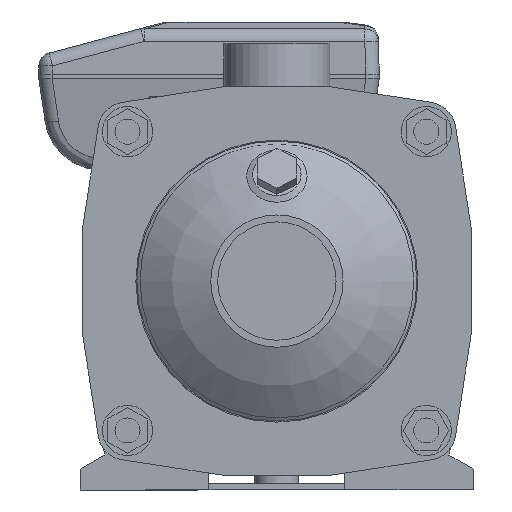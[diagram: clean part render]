
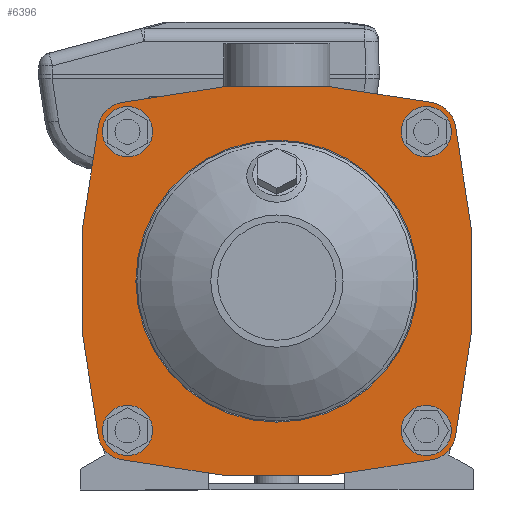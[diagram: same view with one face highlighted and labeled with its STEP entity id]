
A CAD part, left-side view. The second image highlights one B-rep face of the part: STEP entity #6396.
In plain terms, the highlighted face is planar.
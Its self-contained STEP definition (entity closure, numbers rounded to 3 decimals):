
#449=PLANE('',#8835);
#2835=ORIENTED_EDGE('',*,*,#3784,.T.);
#2836=ORIENTED_EDGE('',*,*,#3785,.T.);
#2837=ORIENTED_EDGE('',*,*,#3786,.T.);
#2838=ORIENTED_EDGE('',*,*,#3787,.T.);
#2839=ORIENTED_EDGE('',*,*,#3788,.T.);
#2840=ORIENTED_EDGE('',*,*,#3782,.T.);
#2841=ORIENTED_EDGE('',*,*,#3789,.T.);
#2842=ORIENTED_EDGE('',*,*,#3772,.T.);
#2843=ORIENTED_EDGE('',*,*,#3790,.T.);
#2844=ORIENTED_EDGE('',*,*,#3776,.T.);
#2845=ORIENTED_EDGE('',*,*,#3791,.T.);
#2846=ORIENTED_EDGE('',*,*,#3779,.T.);
#2847=ORIENTED_EDGE('',*,*,#3792,.T.);
#3772=EDGE_CURVE('',#4369,#4370,#4708,.T.);
#3776=EDGE_CURVE('',#4372,#4371,#4709,.T.);
#3779=EDGE_CURVE('',#4374,#4373,#4710,.T.);
#3782=EDGE_CURVE('',#4376,#4375,#4711,.T.);
#3784=EDGE_CURVE('',#4377,#4377,#4712,.F.);
#3785=EDGE_CURVE('',#4378,#4378,#4713,.F.);
#3786=EDGE_CURVE('',#4379,#4379,#4714,.F.);
#3787=EDGE_CURVE('',#4380,#4380,#4715,.F.);
#3788=EDGE_CURVE('',#4381,#4381,#4716,.F.);
#3789=EDGE_CURVE('',#4375,#4369,#4717,.T.);
#3790=EDGE_CURVE('',#4370,#4372,#4718,.T.);
#3791=EDGE_CURVE('',#4371,#4374,#4719,.T.);
#3792=EDGE_CURVE('',#4373,#4376,#4720,.T.);
#4369=VERTEX_POINT('',#15539);
#4370=VERTEX_POINT('',#15540);
#4371=VERTEX_POINT('',#15545);
#4372=VERTEX_POINT('',#15547);
#4373=VERTEX_POINT('',#15551);
#4374=VERTEX_POINT('',#15553);
#4375=VERTEX_POINT('',#15557);
#4376=VERTEX_POINT('',#15559);
#4377=VERTEX_POINT('',#15563);
#4378=VERTEX_POINT('',#15565);
#4379=VERTEX_POINT('',#15567);
#4380=VERTEX_POINT('',#15569);
#4381=VERTEX_POINT('',#15571);
#4708=CIRCLE('',#8828,330.);
#4709=CIRCLE('',#8830,330.);
#4710=CIRCLE('',#8832,330.);
#4711=CIRCLE('',#8834,330.);
#4712=CIRCLE('',#8836,67.5);
#4713=CIRCLE('',#8837,6.);
#4714=CIRCLE('',#8838,6.);
#4715=CIRCLE('',#8839,6.);
#4716=CIRCLE('',#8840,6.);
#4717=CIRCLE('',#8841,14.);
#4718=CIRCLE('',#8842,14.);
#4719=CIRCLE('',#8843,14.);
#4720=CIRCLE('',#8844,14.);
#5207=EDGE_LOOP('',(#2835));
#5208=EDGE_LOOP('',(#2836));
#5209=EDGE_LOOP('',(#2837));
#5210=EDGE_LOOP('',(#2838));
#5211=EDGE_LOOP('',(#2839));
#5212=EDGE_LOOP('',(#2840,#2841,#2842,#2843,#2844,#2845,#2846,#2847));
#5773=FACE_BOUND('',#5207,.T.);
#5774=FACE_BOUND('',#5208,.T.);
#5775=FACE_BOUND('',#5209,.T.);
#5776=FACE_BOUND('',#5210,.T.);
#5777=FACE_BOUND('',#5211,.T.);
#5778=FACE_BOUND('',#5212,.T.);
#6396=ADVANCED_FACE('',(#5773,#5774,#5775,#5776,#5777,#5778),#449,.T.);
#8828=AXIS2_PLACEMENT_3D('',#15538,#10619,#10620);
#8830=AXIS2_PLACEMENT_3D('',#15546,#10626,#10627);
#8832=AXIS2_PLACEMENT_3D('',#15552,#10632,#10633);
#8834=AXIS2_PLACEMENT_3D('',#15558,#10638,#10639);
#8835=AXIS2_PLACEMENT_3D('',#15561,#10641,#10642);
#8836=AXIS2_PLACEMENT_3D('',#15562,#10643,#10644);
#8837=AXIS2_PLACEMENT_3D('',#15564,#10645,#10646);
#8838=AXIS2_PLACEMENT_3D('',#15566,#10647,#10648);
#8839=AXIS2_PLACEMENT_3D('',#15568,#10649,#10650);
#8840=AXIS2_PLACEMENT_3D('',#15570,#10651,#10652);
#8841=AXIS2_PLACEMENT_3D('',#15572,#10653,#10654);
#8842=AXIS2_PLACEMENT_3D('',#15573,#10655,#10656);
#8843=AXIS2_PLACEMENT_3D('',#15574,#10657,#10658);
#8844=AXIS2_PLACEMENT_3D('',#15575,#10659,#10660);
#10619=DIRECTION('',(1.,0.,0.));
#10620=DIRECTION('',(0.,1.,0.));
#10626=DIRECTION('',(1.,0.,0.));
#10627=DIRECTION('',(0.,1.,0.));
#10632=DIRECTION('',(1.,0.,0.));
#10633=DIRECTION('',(0.,1.,0.));
#10638=DIRECTION('',(1.,0.,0.));
#10639=DIRECTION('',(0.,-1.,0.));
#10641=DIRECTION('',(1.,0.,0.));
#10642=DIRECTION('',(0.,1.,0.));
#10643=DIRECTION('',(1.,0.,0.));
#10644=DIRECTION('',(0.,1.,0.));
#10645=DIRECTION('',(1.,0.,0.));
#10646=DIRECTION('',(0.,1.,0.));
#10647=DIRECTION('',(1.,0.,0.));
#10648=DIRECTION('',(0.,1.,0.));
#10649=DIRECTION('',(1.,0.,0.));
#10650=DIRECTION('',(0.,1.,0.));
#10651=DIRECTION('',(1.,0.,0.));
#10652=DIRECTION('',(0.,1.,0.));
#10653=DIRECTION('',(1.,0.,0.));
#10654=DIRECTION('',(0.,1.,0.));
#10655=DIRECTION('',(1.,0.,0.));
#10656=DIRECTION('',(0.,1.,0.));
#10657=DIRECTION('',(1.,0.,0.));
#10658=DIRECTION('',(0.,1.,0.));
#10659=DIRECTION('',(1.,0.,0.));
#10660=DIRECTION('',(0.,1.,0.));
#15538=CARTESIAN_POINT('',(15.,0.,-236.));
#15539=CARTESIAN_POINT('',(15.,74.926,85.382));
#15540=CARTESIAN_POINT('',(15.,-74.926,85.382));
#15545=CARTESIAN_POINT('',(15.,-85.382,-74.926));
#15546=CARTESIAN_POINT('',(15.,236.,0.));
#15547=CARTESIAN_POINT('',(15.,-85.382,74.926));
#15551=CARTESIAN_POINT('',(15.,74.926,-85.382));
#15552=CARTESIAN_POINT('',(15.,0.,236.));
#15553=CARTESIAN_POINT('',(15.,-74.926,-85.382));
#15557=CARTESIAN_POINT('',(15.,85.382,74.926));
#15558=CARTESIAN_POINT('',(15.,-236.,0.));
#15559=CARTESIAN_POINT('',(15.,85.382,-74.926));
#15561=CARTESIAN_POINT('',(15.,118.,-118.));
#15562=CARTESIAN_POINT('',(15.,0.,0.));
#15563=CARTESIAN_POINT('',(15.,67.5,0.));
#15564=CARTESIAN_POINT('',(15.,71.5,-71.5));
#15565=CARTESIAN_POINT('',(15.,77.5,-71.5));
#15566=CARTESIAN_POINT('',(15.,-71.5,-71.5));
#15567=CARTESIAN_POINT('',(15.,-65.5,-71.5));
#15568=CARTESIAN_POINT('',(15.,-71.5,71.5));
#15569=CARTESIAN_POINT('',(15.,-65.5,71.5));
#15570=CARTESIAN_POINT('',(15.,71.5,71.5));
#15571=CARTESIAN_POINT('',(15.,77.5,71.5));
#15572=CARTESIAN_POINT('',(15.,71.747,71.747));
#15573=CARTESIAN_POINT('',(15.,-71.747,71.747));
#15574=CARTESIAN_POINT('',(15.,-71.747,-71.747));
#15575=CARTESIAN_POINT('',(15.,71.747,-71.747));
